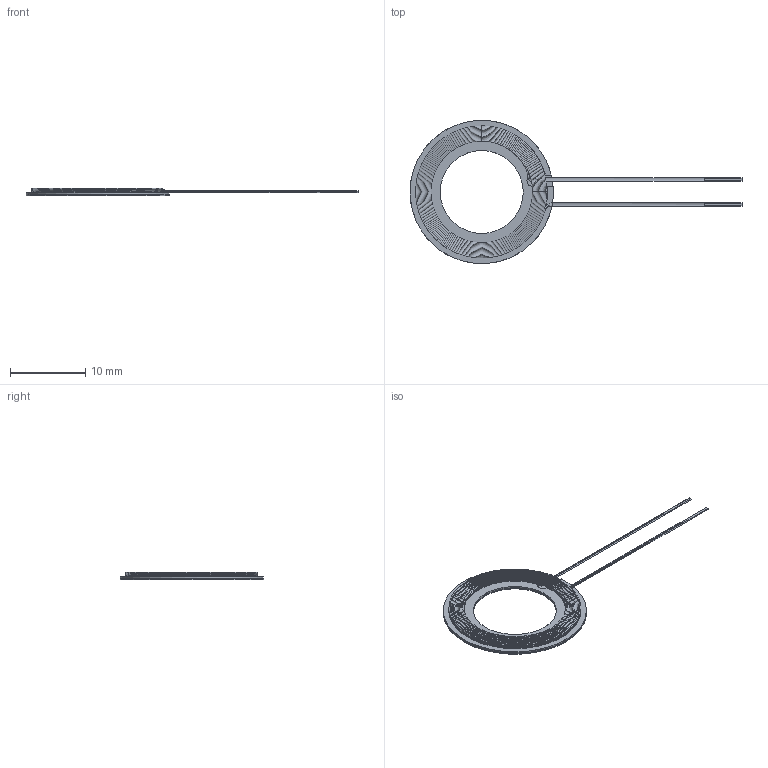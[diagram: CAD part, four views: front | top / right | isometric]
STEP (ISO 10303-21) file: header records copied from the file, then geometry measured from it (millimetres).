
FILE_DESCRIPTION(/* description */ (''),/* implementation_level */ '2;1');
FILE_NAME(/* name */ '760308105214',/* time_stamp */ '2018-07-30T10:18:41+02:00',/* author */ ('WJ'),/* organization */ ('WÃ¼rth Elektronik eiSos GmbH & Co. KG'),/* preprocessor_version */ 'ST-DEVELOPER v16.7',/* originating_system */ 'DEX',/* authorisation */ $);
FILE_SCHEMA (('AUTOMOTIVE_DESIGN {1 0 10303 214 3 1 1}'));
Length unit declared in the file: millimetre
Products named in the file (7): 760308105214; Structural adhesive; Coil; PET; ferrite_sheet; Adhesive Tape; Release Paper
Assembly tree (6 placements, depth 2):
  760308105214
    Structural adhesive
    Coil
    PET
    ferrite_sheet
    Adhesive Tape
    Release Paper
Bounding box: 44 x 19 x 0.94 mm (x, y, z)
Volume: 116.9 mm3; surface area: 2620 mm2
Topology: 6 solids, 6 shells, 174 faces, 354 edges, 192 vertices
Faces by surface type: bspline 60, torus 52, plane 38, cylinder 24
Full cylindrical faces by diameter (mm): 11 x4, 19 x2
Entity records: 8503 total; most frequent: CARTESIAN_POINT 3883, DIRECTION 754, ORIENTED_EDGE 696, EDGE_CURVE 348, AXIS2_PLACEMENT_3D 345, CIRCLE 224, VERTEX_POINT 192, EDGE_LOOP 188
